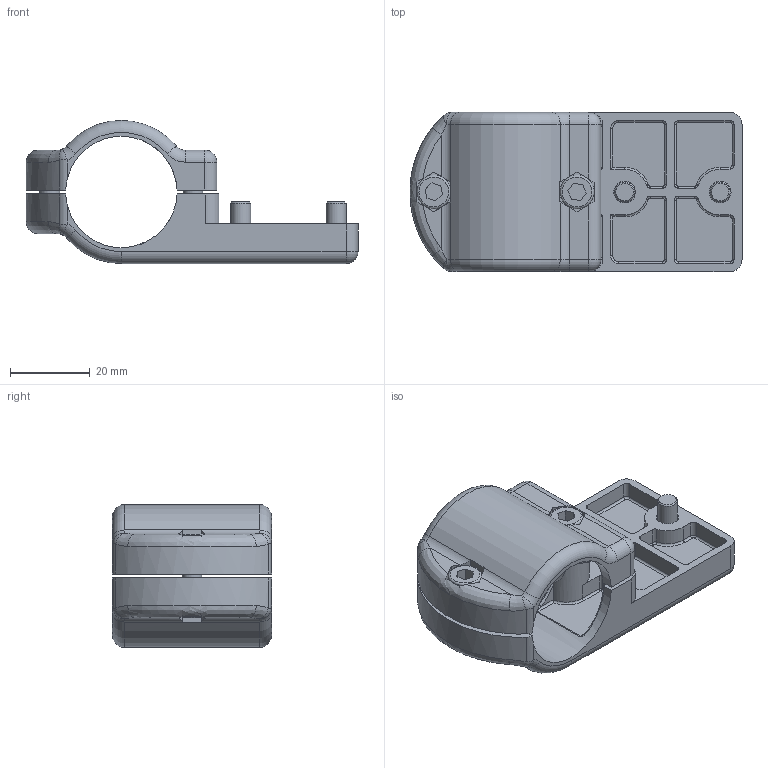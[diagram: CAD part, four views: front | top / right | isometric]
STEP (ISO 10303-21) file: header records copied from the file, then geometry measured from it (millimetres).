
FILE_DESCRIPTION(/* description */ (''),/* implementation_level */ '2;1');
FILE_NAME(/* name */ '350017.stp',/* time_stamp */ '2020-12-11T12:20:03+01:00',/* author */ ('Spacek'),/* organization */ ('Alutec K&K'),/* preprocessor_version */ 'ST-DEVELOPER v18.1',/* originating_system */ 'Autodesk Inventor 2021',/* authorisation */ '');
FILE_SCHEMA (('AUTOMOTIVE_DESIGN { 1 0 10303 214 3 1 1 }'));
Length unit declared in the file: millimetre
Products named in the file (6): 350017; 350017_1; 350017_2; 4din10511m05m_4iso10511m05; 4 DIN 912 m5016m_5x16; 4 DIN 912 m5016m_4 din 912 m05 10
Assembly tree (8 placements, depth 2):
  350017
    350017_1
    350017_2
    4din10511m05m_4iso10511m05  x2
    4 DIN 912 m5016m_5x16  x2
    4 DIN 912 m5016m_4 din 912 m05 10  x2
Bounding box: 83.49 x 40 x 36 mm (x, y, z)
Volume: 32897.3 mm3; surface area: 20268.3 mm2
Topology: 8 solids, 8 shells, 421 faces, 1015 edges, 616 vertices
Faces by surface type: plane 166, cylinder 125, cone 56, torus 32, bspline 30, sphere 12
Full cylindrical faces by diameter (mm): 4.2 x12, 5 x6, 5.5 x6, 5.857 x2, 8 x2, 8.5 x4
Entity records: 11910 total; most frequent: CARTESIAN_POINT 3520, DIRECTION 1780, ORIENTED_EDGE 1682, EDGE_CURVE 841, AXIS2_PLACEMENT_3D 677, VERTEX_POINT 516, LINE 426, VECTOR 426
